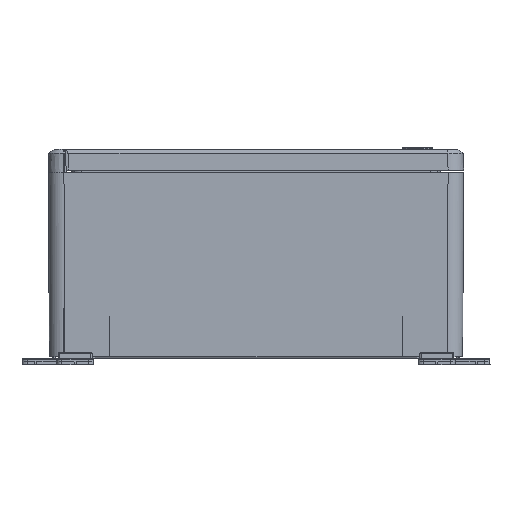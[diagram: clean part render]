
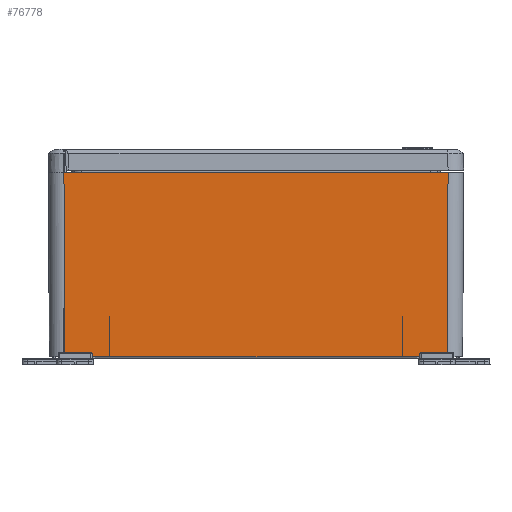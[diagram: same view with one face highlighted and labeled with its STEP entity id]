
A CAD part, front view. The second image highlights one B-rep face of the part: STEP entity #76778.
In plain terms, the highlighted face is planar.
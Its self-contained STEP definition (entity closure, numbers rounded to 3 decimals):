
#538 = CARTESIAN_POINT ( 'NONE',  ( 499.071, 334.071, -20. ) ) ;
#750 = FACE_OUTER_BOUND ( 'NONE', #4459, .T. ) ;
#3841 = VERTEX_POINT ( 'NONE', #82638 ) ;
#4459 = EDGE_LOOP ( 'NONE', ( #47089, #81161, #66766, #8829, #73848 ) ) ;
#5621 = EDGE_CURVE ( 'NONE', #3841, #45182, #31945, .T. ) ;
#7728 = EDGE_CURVE ( 'NONE', #14607, #23113, #71677, .T. ) ;
#8157 = CARTESIAN_POINT ( 'NONE',  ( 500., 335., 157.5 ) ) ;
#8803 = EDGE_CURVE ( 'NONE', #23113, #36198, #76002, .T. ) ;
#8829 = ORIENTED_EDGE ( 'NONE', *, *, #8803, .F. ) ;
#9925 = VECTOR ( 'NONE', #21575, 1000. ) ;
#14607 = VERTEX_POINT ( 'NONE', #8157 ) ;
#16787 = CARTESIAN_POINT ( 'NONE',  ( 499.071, -34.071, -20. ) ) ;
#18224 = CARTESIAN_POINT ( 'NONE',  ( 499.071, 200., -20. ) ) ;
#19395 = VECTOR ( 'NONE', #38771, 1000. ) ;
#21575 = DIRECTION ( 'NONE',  ( 0., 1., 0. ) ) ;
#21996 = CARTESIAN_POINT ( 'NONE',  ( 500., 200., 157.5 ) ) ;
#23113 = VERTEX_POINT ( 'NONE', #538 ) ;
#29312 = CARTESIAN_POINT ( 'NONE',  ( 500., -34.401, 157.5 ) ) ;
#31945 = LINE ( 'NONE', #82873, #70594 ) ;
#36198 = VERTEX_POINT ( 'NONE', #16787 ) ;
#38771 = DIRECTION ( 'NONE',  ( 0.005, -0.005, 1. ) ) ;
#41248 = CARTESIAN_POINT ( 'NONE',  ( 500., 335., 157.5 ) ) ;
#42896 = CARTESIAN_POINT ( 'NONE',  ( 499.38, 334.381, 39.167 ) ) ;
#45182 = VERTEX_POINT ( 'NONE', #29312 ) ;
#47089 = ORIENTED_EDGE ( 'NONE', *, *, #63924, .F. ) ;
#50250 = CARTESIAN_POINT ( 'NONE',  ( 499.071, -34.071, -20. ) ) ;
#50794 = EDGE_CURVE ( 'NONE', #36198, #3841, #63422, .T. ) ;
#50873 = PLANE ( 'NONE',  #54141 ) ;
#52581 = DIRECTION ( 'NONE',  ( -1., 0., 0.005 ) ) ;
#54141 = AXIS2_PLACEMENT_3D ( 'NONE', #83121, #52581, #76757 ) ;
#63422 = LINE ( 'NONE', #50250, #19395 ) ;
#63924 = EDGE_CURVE ( 'NONE', #45182, #14607, #79747, .T. ) ;
#66766 = ORIENTED_EDGE ( 'NONE', *, *, #50794, .F. ) ;
#69468 = VECTOR ( 'NONE', #70047, 1000. ) ;
#70047 = DIRECTION ( 'NONE',  ( 0., -1., 0. ) ) ;
#70594 = VECTOR ( 'NONE', #75678, 1000. ) ;
#71677 = B_SPLINE_CURVE_WITH_KNOTS ( 'NONE', 3,
 ( #41248, #73914, #42896, #81940 ),
 .UNSPECIFIED., .F., .F.,
 ( 4, 4 ),
 ( 0., 1. ),
 .UNSPECIFIED. ) ;
#73848 = ORIENTED_EDGE ( 'NONE', *, *, #7728, .F. ) ;
#73914 = CARTESIAN_POINT ( 'NONE',  ( 499.69, 334.69, 98.333 ) ) ;
#75678 = DIRECTION ( 'NONE',  ( 0., 1., 0. ) ) ;
#76002 = LINE ( 'NONE', #18224, #69468 ) ;
#76757 = DIRECTION ( 'NONE',  ( 0.005, 0., 1. ) ) ;
#76778 = ADVANCED_FACE ( 'NONE', ( #750 ), #50873, .F. ) ;
#79747 = LINE ( 'NONE', #21996, #9925 ) ;
#81161 = ORIENTED_EDGE ( 'NONE', *, *, #5621, .F. ) ;
#81940 = CARTESIAN_POINT ( 'NONE',  ( 499.071, 334.071, -20. ) ) ;
#82638 = CARTESIAN_POINT ( 'NONE',  ( 500., -35., 157.5 ) ) ;
#82873 = CARTESIAN_POINT ( 'NONE',  ( 500., -24.4, 157.5 ) ) ;
#83121 = CARTESIAN_POINT ( 'NONE',  ( 500., 200., 157.5 ) ) ;
